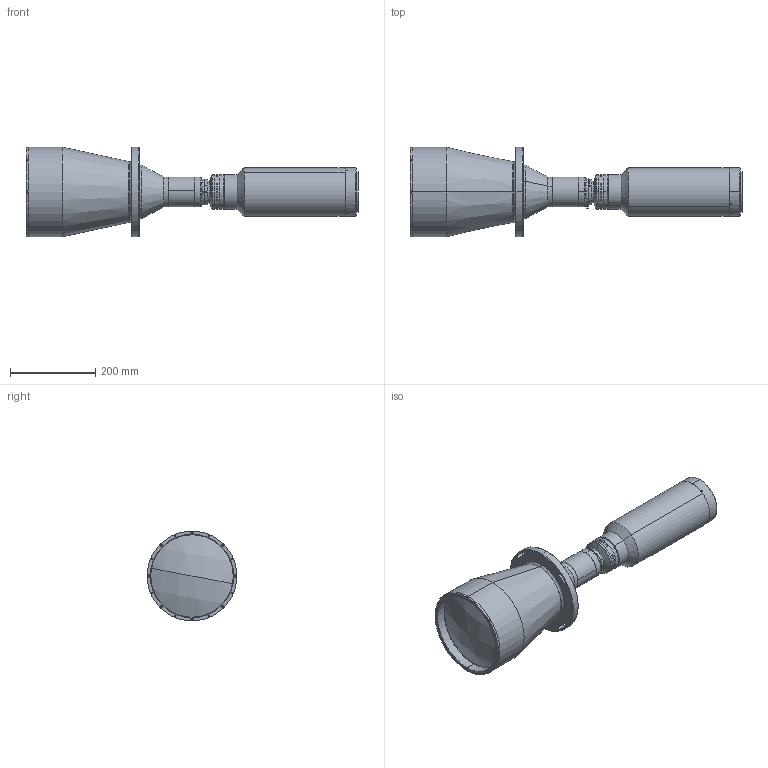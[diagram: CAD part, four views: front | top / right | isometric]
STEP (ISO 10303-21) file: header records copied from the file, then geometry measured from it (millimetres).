
FILE_DESCRIPTION (( 'STEP AP203' ), '1' );
FILE_NAME ('XF-PTL18282-M95-12-VI.STEP', '2019-06-14T02:34:27', ( 'canrill005' ), ( '' ), 'SwSTEP 2.0', 'SolidWorks 2014', '' );
FILE_SCHEMA (( 'CONFIG_CONTROL_DESIGN' ));
Length unit declared in the file: millimetre
Products named in the file (2): XF-PTL18282-M95-12-VI
Bounding box: 777.32 x 210 x 210 mm (x, y, z)
Surface area: 470056.1 mm2 (no closed solid volume)
Topology: 0 solids, 70 shells, 345 faces, 1984 edges, 1679 vertices
Faces by surface type: cylinder 200, plane 77, cone 56, torus 8, sphere 2, bspline 2
Entity records: 29931 total; most frequent: CARTESIAN_POINT 15068, DIRECTION 2960, ORIENTED_EDGE 2592, EDGE_CURVE 1980, VERTEX_POINT 1679, AXIS2_PLACEMENT_3D 1148, CIRCLE 803, LINE 664
